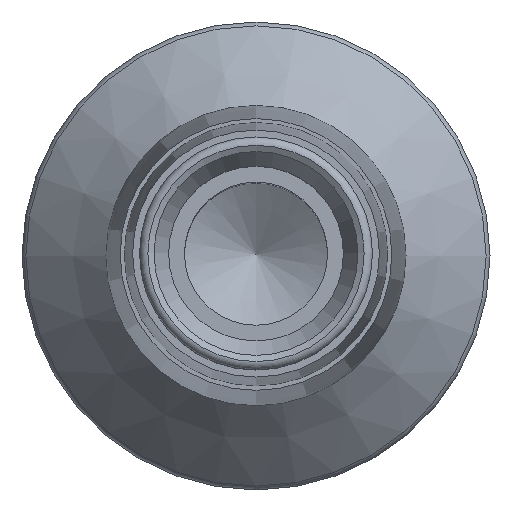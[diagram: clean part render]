
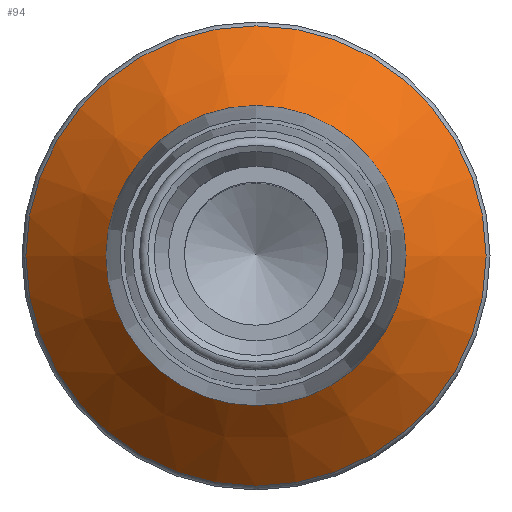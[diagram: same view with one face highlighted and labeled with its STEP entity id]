
A CAD part, top view. The second image highlights one B-rep face of the part: STEP entity #94.
In plain terms, the highlighted conical face has half-angle 45 degrees and reference radius 8.226 mm.
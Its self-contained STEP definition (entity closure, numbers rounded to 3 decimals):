
#80=CONICAL_SURFACE('',#413,8.226,45.);
#94=ADVANCED_FACE('',(#136,#137),#80,.T.);
#136=FACE_BOUND('',#198,.T.);
#137=FACE_BOUND('',#199,.T.);
#198=EDGE_LOOP('',(#258));
#199=EDGE_LOOP('',(#259));
#258=ORIENTED_EDGE('',*,*,#346,.F.);
#259=ORIENTED_EDGE('',*,*,#345,.T.);
#313=VERTEX_POINT('',#599);
#314=VERTEX_POINT('',#602);
#345=EDGE_CURVE('',#313,#313,#375,.T.);
#346=EDGE_CURVE('',#314,#314,#376,.T.);
#375=CIRCLE('',#410,8.226);
#376=CIRCLE('',#412,13.83);
#410=AXIS2_PLACEMENT_3D('',#598,#479,#480);
#412=AXIS2_PLACEMENT_3D('',#601,#483,#484);
#413=AXIS2_PLACEMENT_3D('',#603,#485,#486);
#479=DIRECTION('',(0.,0.,-1.));
#480=DIRECTION('',(-1.,0.,0.));
#483=DIRECTION('',(0.,0.,-1.));
#484=DIRECTION('',(-1.,0.,0.));
#485=DIRECTION('',(0.,0.,-1.));
#486=DIRECTION('',(-1.,0.,0.));
#598=CARTESIAN_POINT('',(0.,0.,-17.427));
#599=CARTESIAN_POINT('',(-8.226,0.,-17.427));
#601=CARTESIAN_POINT('',(0.,0.,-23.03));
#602=CARTESIAN_POINT('',(-13.83,0.,-23.03));
#603=CARTESIAN_POINT('',(0.,0.,-17.427));
